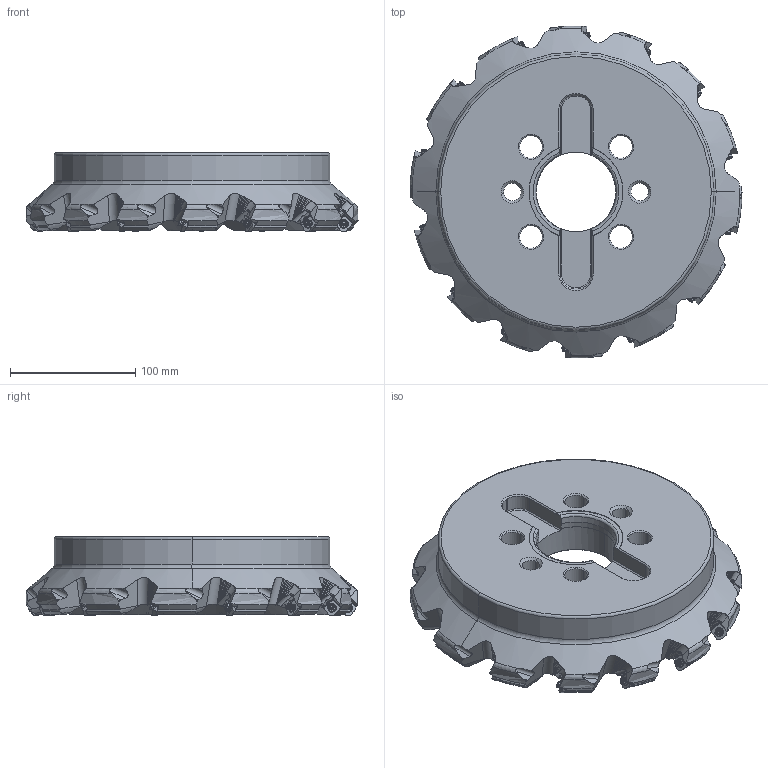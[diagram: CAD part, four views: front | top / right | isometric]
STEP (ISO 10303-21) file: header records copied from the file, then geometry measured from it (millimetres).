
FILE_DESCRIPTION(/* description */ (''),/* implementation_level */ '2;1');
FILE_NAME(/* name */ 'ASX445R1014M.stp',/* time_stamp */ '2021-09-08T11:40:54+09:00',/* author */ (''),/* organization */ (''),/* preprocessor_version */ 'ST-DEVELOPER v16',/* originating_system */ 'SIEMENS PLM Software NX 10.0',/* authorisation */ '');
FILE_SCHEMA (('AUTOMOTIVE_DESIGN { 1 0 10303 214 3 1 1 1 }'));
Length unit declared in the file: millimetre
Products named in the file (1): ASX445R1014M_ASM
Bounding box: 264.9 x 264.9 x 62.74 mm (x, y, z)
Volume: 1617232.3 mm3; surface area: 173488 mm2
Topology: 43 solids, 43 shells, 2261 faces, 6312 edges, 4243 vertices
Faces by surface type: cylinder 978, plane 853, cone 266, torus 94, sphere 42, bspline 28
Entity records: 82764 total; most frequent: CARTESIAN_POINT 23567, ORIENTED_EDGE 12456, DIRECTION 12038, EDGE_CURVE 6228, AXIS2_PLACEMENT_3D 4758, VERTEX_POINT 4096, LINE 2522, VECTOR 2522
